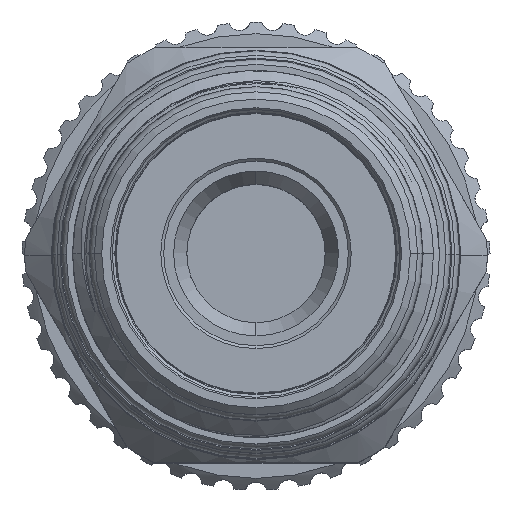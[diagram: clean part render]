
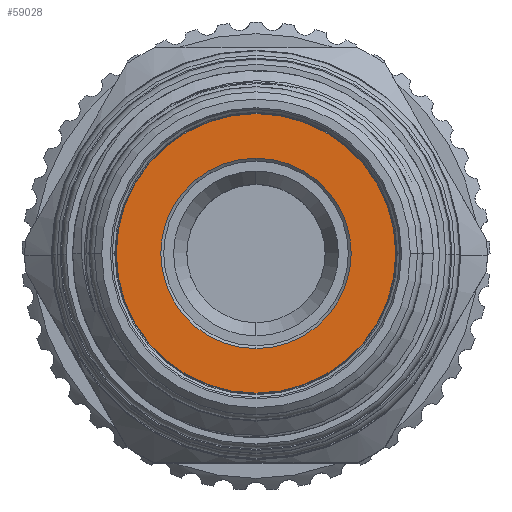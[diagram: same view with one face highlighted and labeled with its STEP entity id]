
A CAD part, top view. The second image highlights one B-rep face of the part: STEP entity #59028.
In plain terms, the highlighted planar face has unit normal (0, 0, 1).
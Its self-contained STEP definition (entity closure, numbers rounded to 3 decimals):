
#888 = CIRCLE ( 'NONE', #14845, 6.55 ) ;
#3556 = VERTEX_POINT ( 'NONE', #35914 ) ;
#5000 = DIRECTION ( 'NONE',  ( 0., -1., 0. ) ) ;
#5464 = VERTEX_POINT ( 'NONE', #11493 ) ;
#7184 = EDGE_CURVE ( 'NONE', #62484, #5464, #888, .T. ) ;
#9832 = DIRECTION ( 'NONE',  ( 0., 0., -1. ) ) ;
#11168 = PLANE ( 'NONE',  #28771 ) ;
#11493 = CARTESIAN_POINT ( 'NONE',  ( 0., -6.55, 19.06 ) ) ;
#11877 = FACE_BOUND ( 'NONE', #16627, .T. ) ;
#14845 = AXIS2_PLACEMENT_3D ( 'NONE', #55003, #54796, #64522 ) ;
#15606 = CIRCLE ( 'NONE', #47737, 9.615 ) ;
#16401 = EDGE_CURVE ( 'NONE', #5464, #62484, #65631, .T. ) ;
#16627 = EDGE_LOOP ( 'NONE', ( #32584, #48996 ) ) ;
#16979 = DIRECTION ( 'NONE',  ( 0., 0., -1. ) ) ;
#21631 = DIRECTION ( 'NONE',  ( 0., -1., 0. ) ) ;
#22196 = FACE_OUTER_BOUND ( 'NONE', #24913, .T. ) ;
#24597 = EDGE_CURVE ( 'NONE', #3556, #42832, #44665, .T. ) ;
#24913 = EDGE_LOOP ( 'NONE', ( #32324, #44287 ) ) ;
#28771 = AXIS2_PLACEMENT_3D ( 'NONE', #51825, #36963, #62248 ) ;
#32324 = ORIENTED_EDGE ( 'NONE', *, *, #39448, .F. ) ;
#32584 = ORIENTED_EDGE ( 'NONE', *, *, #7184, .T. ) ;
#35914 = CARTESIAN_POINT ( 'NONE',  ( 0., 9.615, 19.06 ) ) ;
#36963 = DIRECTION ( 'NONE',  ( 0., 0., 1. ) ) ;
#39448 = EDGE_CURVE ( 'NONE', #42832, #3556, #15606, .T. ) ;
#40133 = AXIS2_PLACEMENT_3D ( 'NONE', #50602, #45070, #5000 ) ;
#42832 = VERTEX_POINT ( 'NONE', #47080 ) ;
#44287 = ORIENTED_EDGE ( 'NONE', *, *, #24597, .F. ) ;
#44665 = CIRCLE ( 'NONE', #51429, 9.615 ) ;
#45070 = DIRECTION ( 'NONE',  ( 0., 0., -1. ) ) ;
#47080 = CARTESIAN_POINT ( 'NONE',  ( 0., -9.615, 19.06 ) ) ;
#47737 = AXIS2_PLACEMENT_3D ( 'NONE', #55596, #9832, #50929 ) ;
#48996 = ORIENTED_EDGE ( 'NONE', *, *, #16401, .T. ) ;
#50602 = CARTESIAN_POINT ( 'NONE',  ( 0., 0., 19.06 ) ) ;
#50929 = DIRECTION ( 'NONE',  ( 0., -1., 0. ) ) ;
#51429 = AXIS2_PLACEMENT_3D ( 'NONE', #62731, #16979, #21631 ) ;
#51825 = CARTESIAN_POINT ( 'NONE',  ( 0., 0., 19.06 ) ) ;
#54796 = DIRECTION ( 'NONE',  ( 0., 0., -1. ) ) ;
#55003 = CARTESIAN_POINT ( 'NONE',  ( 0., 0., 19.06 ) ) ;
#55596 = CARTESIAN_POINT ( 'NONE',  ( 0., 0., 19.06 ) ) ;
#59028 = ADVANCED_FACE ( 'NONE', ( #11877, #22196 ), #11168, .T. ) ;
#60673 = CARTESIAN_POINT ( 'NONE',  ( 0., 6.55, 19.06 ) ) ;
#62248 = DIRECTION ( 'NONE',  ( 0., 1., 0. ) ) ;
#62484 = VERTEX_POINT ( 'NONE', #60673 ) ;
#62731 = CARTESIAN_POINT ( 'NONE',  ( 0., 0., 19.06 ) ) ;
#64522 = DIRECTION ( 'NONE',  ( 0., -1., 0. ) ) ;
#65631 = CIRCLE ( 'NONE', #40133, 6.55 ) ;
